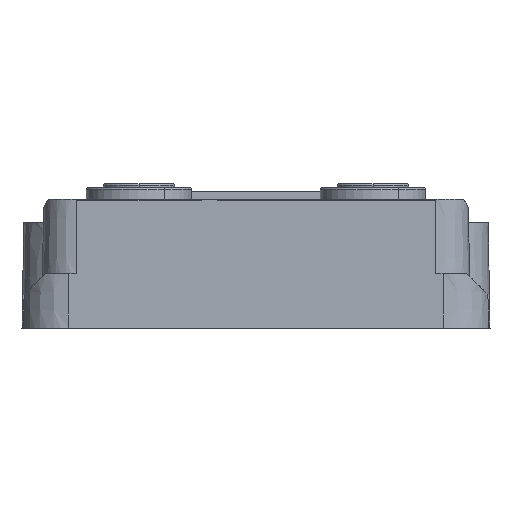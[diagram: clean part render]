
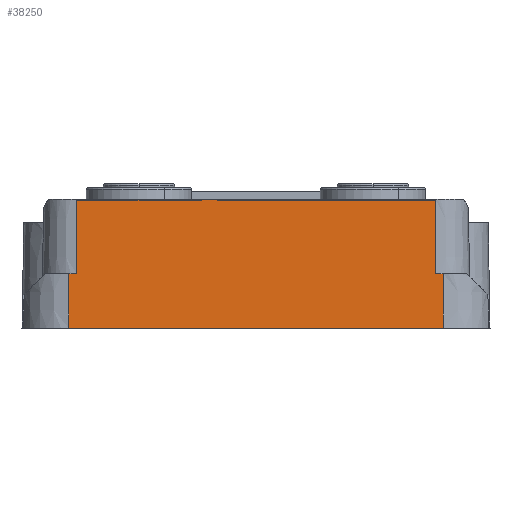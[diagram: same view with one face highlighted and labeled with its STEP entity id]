
A CAD part, front view. The second image highlights one B-rep face of the part: STEP entity #38250.
In plain terms, the highlighted planar face has unit normal (0, -1, 0.018).
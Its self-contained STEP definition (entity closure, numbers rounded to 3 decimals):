
#38198=AXIS2_PLACEMENT_3D('Plane Axis2P3D',#38195,#38196,#38197) ;
#37451=CARTESIAN_POINT('Vertex',(7.,0.288,16.5)) ;
#37454=CARTESIAN_POINT('Line Origine',(30.,0.288,16.5)) ;
#37458=CARTESIAN_POINT('Vertex',(53.,0.288,16.5)) ;
#38061=CARTESIAN_POINT('Vertex',(54.,0.,0.)) ;
#38064=CARTESIAN_POINT('Line Origine',(53.5,0.,0.)) ;
#38068=CARTESIAN_POINT('Vertex',(53.,0.,0.)) ;
#38071=CARTESIAN_POINT('Line Origine',(30.,0.,0.)) ;
#38075=CARTESIAN_POINT('Vertex',(7.,0.,0.)) ;
#38078=CARTESIAN_POINT('Line Origine',(6.5,0.,0.)) ;
#38082=CARTESIAN_POINT('Vertex',(6.,0.,0.)) ;
#38195=CARTESIAN_POINT('Axis2P3D Location',(60.,0.,0.)) ;
#38200=CARTESIAN_POINT('Line Origine',(54.,0.061,3.5)) ;
#38204=CARTESIAN_POINT('Vertex',(54.,0.122,7.)) ;
#38207=CARTESIAN_POINT('Line Origine',(30.,0.122,7.)) ;
#38211=CARTESIAN_POINT('Vertex',(53.,0.122,7.)) ;
#38214=CARTESIAN_POINT('Line Origine',(53.,0.061,3.5)) ;
#38219=CARTESIAN_POINT('Line Origine',(7.,0.061,3.5)) ;
#38223=CARTESIAN_POINT('Vertex',(7.,0.122,7.)) ;
#38226=CARTESIAN_POINT('Line Origine',(30.,0.122,7.)) ;
#38230=CARTESIAN_POINT('Vertex',(6.,0.122,7.)) ;
#38233=CARTESIAN_POINT('Line Origine',(6.,0.061,3.5)) ;
#37455=DIRECTION('Vector Direction',(-1.,0.,0.)) ;
#38065=DIRECTION('Vector Direction',(-1.,0.,0.)) ;
#38072=DIRECTION('Vector Direction',(-1.,0.,0.)) ;
#38079=DIRECTION('Vector Direction',(-1.,0.,0.)) ;
#38196=DIRECTION('Axis2P3D Direction',(0.,-1.,0.017)) ;
#38197=DIRECTION('Axis2P3D XDirection',(-1.,0.,0.)) ;
#38201=DIRECTION('Vector Direction',(0.,-0.017,-1.)) ;
#38208=DIRECTION('Vector Direction',(-1.,0.,0.)) ;
#38215=DIRECTION('Vector Direction',(0.,-0.017,-1.)) ;
#38220=DIRECTION('Vector Direction',(0.,-0.017,-1.)) ;
#38227=DIRECTION('Vector Direction',(-1.,0.,0.)) ;
#38234=DIRECTION('Vector Direction',(0.,-0.017,-1.)) ;
#37456=VECTOR('Line Direction',#37455,1.) ;
#38066=VECTOR('Line Direction',#38065,1.) ;
#38073=VECTOR('Line Direction',#38072,1.) ;
#38080=VECTOR('Line Direction',#38079,1.) ;
#38202=VECTOR('Line Direction',#38201,1.) ;
#38209=VECTOR('Line Direction',#38208,1.) ;
#38216=VECTOR('Line Direction',#38215,1.) ;
#38221=VECTOR('Line Direction',#38220,1.) ;
#38228=VECTOR('Line Direction',#38227,1.) ;
#38235=VECTOR('Line Direction',#38234,1.) ;
#38239=ORIENTED_EDGE('',*,*,#38070,.F.) ;
#38240=ORIENTED_EDGE('',*,*,#38206,.T.) ;
#38241=ORIENTED_EDGE('',*,*,#38213,.F.) ;
#38242=ORIENTED_EDGE('',*,*,#38218,.T.) ;
#38243=ORIENTED_EDGE('',*,*,#37460,.F.) ;
#38244=ORIENTED_EDGE('',*,*,#38225,.F.) ;
#38245=ORIENTED_EDGE('',*,*,#38232,.F.) ;
#38246=ORIENTED_EDGE('',*,*,#38237,.F.) ;
#38247=ORIENTED_EDGE('',*,*,#38084,.F.) ;
#38248=ORIENTED_EDGE('',*,*,#38077,.F.) ;
#38250=ADVANCED_FACE('329086.1\\Gehaeuse\\Gehaeuse',(#38249),#38199,.T.) ;
#37460=EDGE_CURVE('',#37452,#37459,#37457,.F.) ;
#38070=EDGE_CURVE('',#38062,#38069,#38067,.T.) ;
#38077=EDGE_CURVE('',#38069,#38076,#38074,.T.) ;
#38084=EDGE_CURVE('',#38076,#38083,#38081,.T.) ;
#38206=EDGE_CURVE('',#38062,#38205,#38203,.F.) ;
#38213=EDGE_CURVE('',#38212,#38205,#38210,.F.) ;
#38218=EDGE_CURVE('',#38212,#37459,#38217,.F.) ;
#38225=EDGE_CURVE('',#38224,#37452,#38222,.F.) ;
#38232=EDGE_CURVE('',#38231,#38224,#38229,.F.) ;
#38237=EDGE_CURVE('',#38083,#38231,#38236,.F.) ;
#38238=EDGE_LOOP('',(#38239,#38240,#38241,#38242,#38243,#38244,#38245,#38246,#38247,#38248)) ;
#38249=FACE_OUTER_BOUND('',#38238,.T.) ;
#37457=LINE('Line',#37454,#37456) ;
#38067=LINE('Line',#38064,#38066) ;
#38074=LINE('Line',#38071,#38073) ;
#38081=LINE('Line',#38078,#38080) ;
#38203=LINE('Line',#38200,#38202) ;
#38210=LINE('Line',#38207,#38209) ;
#38217=LINE('Line',#38214,#38216) ;
#38222=LINE('Line',#38219,#38221) ;
#38229=LINE('Line',#38226,#38228) ;
#38236=LINE('Line',#38233,#38235) ;
#38199=PLANE('',#38198) ;
#37452=VERTEX_POINT('',#37451) ;
#37459=VERTEX_POINT('',#37458) ;
#38062=VERTEX_POINT('',#38061) ;
#38069=VERTEX_POINT('',#38068) ;
#38076=VERTEX_POINT('',#38075) ;
#38083=VERTEX_POINT('',#38082) ;
#38205=VERTEX_POINT('',#38204) ;
#38212=VERTEX_POINT('',#38211) ;
#38224=VERTEX_POINT('',#38223) ;
#38231=VERTEX_POINT('',#38230) ;
